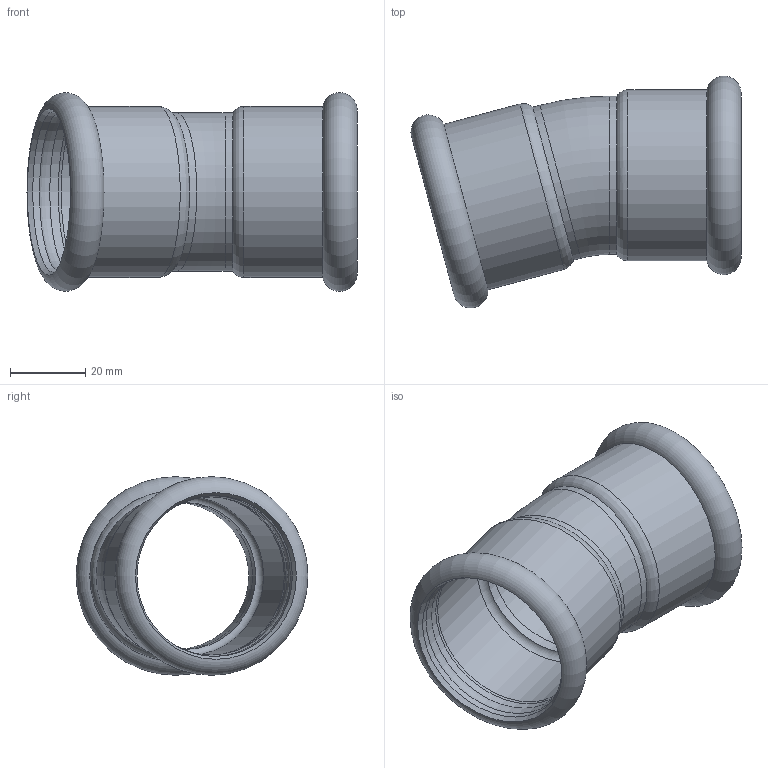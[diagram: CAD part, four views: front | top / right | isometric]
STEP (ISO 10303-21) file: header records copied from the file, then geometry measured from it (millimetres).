
FILE_DESCRIPTION(/* description */ ('Curva 15° FF De42'),/* implementation_level */ '2;1');
FILE_NAME(/* name */ '181042150_Inoxpres.stp',/* time_stamp */ '2022-10-10T15:52:03+02:00',/* author */ ('Vault'),/* organization */ ('Raccorderie metalliche s.p.a. '),/* preprocessor_version */ 'ST-DEVELOPER v18.1',/* originating_system */ 'Autodesk Inventor 2020',/* authorisation */ 'Raccorderie metalliche s.p.a. ');
FILE_SCHEMA (('AUTOMOTIVE_DESIGN { 1 0 10303 214 3 1 1 }'));
Length unit declared in the file: millimetre
Products named in the file (1): 181042150_Inoxpres
Bounding box: 87.55 x 61.53 x 52.7 mm (x, y, z)
Volume: 24316.5 mm3; surface area: 24518.9 mm2
Topology: 1 solids, 1 shells, 26 faces, 98 edges, 72 vertices
Faces by surface type: torus 12, cylinder 12, cone 2
Full cylindrical faces by diameter (mm): 39 x2, 42 x2, 42.4 x2, 42.7 x4, 45.4 x2
Entity records: 1171 total; most frequent: DIRECTION 236, CARTESIAN_POINT 197, ORIENTED_EDGE 196, AXIS2_PLACEMENT_3D 111, EDGE_CURVE 98, CIRCLE 84, VERTEX_POINT 72, FACE_OUTER_BOUND 26
